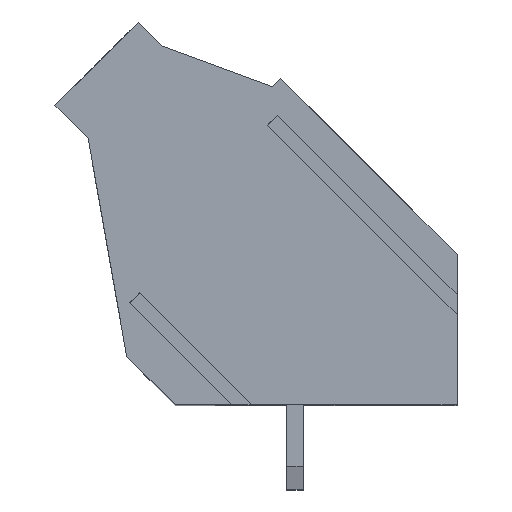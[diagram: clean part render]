
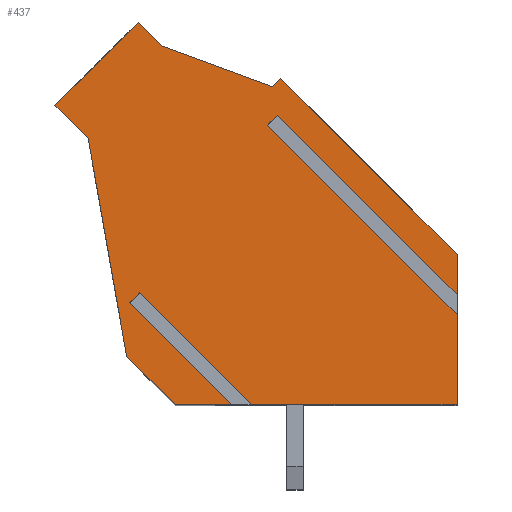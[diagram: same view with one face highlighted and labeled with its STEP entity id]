
A CAD part, top view. The second image highlights one B-rep face of the part: STEP entity #437.
In plain terms, the highlighted planar face has unit normal (0, 0, 1).
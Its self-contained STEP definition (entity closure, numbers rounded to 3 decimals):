
#437 = ADVANCED_FACE( '', ( #907 ), #908, .T. );
#907 = FACE_OUTER_BOUND( '', #1390, .T. );
#908 = PLANE( '', #1391 );
#1390 = EDGE_LOOP( '', ( #2634, #2635, #2636, #2637, #2638, #2639, #2640, #2641, #2642, #2643, #2644, #2645, #2646, #2647, #2648, #2649, #2650, #2651 ) );
#1391 = AXIS2_PLACEMENT_3D( '', #2652, #2653, #2654 );
#2634 = ORIENTED_EDGE( '', *, *, #2897, .F. );
#2635 = ORIENTED_EDGE( '', *, *, #3315, .T. );
#2636 = ORIENTED_EDGE( '', *, *, #3364, .T. );
#2637 = ORIENTED_EDGE( '', *, *, #3381, .T. );
#2638 = ORIENTED_EDGE( '', *, *, #2942, .T. );
#2639 = ORIENTED_EDGE( '', *, *, #2953, .T. );
#2640 = ORIENTED_EDGE( '', *, *, #2911, .T. );
#2641 = ORIENTED_EDGE( '', *, *, #3351, .T. );
#2642 = ORIENTED_EDGE( '', *, *, #3234, .T. );
#2643 = ORIENTED_EDGE( '', *, *, #2878, .T. );
#2644 = ORIENTED_EDGE( '', *, *, #3385, .T. );
#2645 = ORIENTED_EDGE( '', *, *, #2947, .T. );
#2646 = ORIENTED_EDGE( '', *, *, #3135, .F. );
#2647 = ORIENTED_EDGE( '', *, *, #3291, .F. );
#2648 = ORIENTED_EDGE( '', *, *, #3386, .T. );
#2649 = ORIENTED_EDGE( '', *, *, #3316, .T. );
#2650 = ORIENTED_EDGE( '', *, *, #3283, .T. );
#2651 = ORIENTED_EDGE( '', *, *, #3201, .F. );
#2652 = CARTESIAN_POINT( '', ( 352.952, 26.816, 6.083 ) );
#2653 = DIRECTION( '', ( 0., 0., 1. ) );
#2654 = DIRECTION( '', ( 1., 0., 0. ) );
#2878 = EDGE_CURVE( '', #3432, #3436, #3438, .T. );
#2897 = EDGE_CURVE( '', #3470, #3472, #3473, .T. );
#2911 = EDGE_CURVE( '', #3498, #3496, #3499, .T. );
#2942 = EDGE_CURVE( '', #3545, #3549, #3551, .T. );
#2947 = EDGE_CURVE( '', #3558, #3559, #3560, .T. );
#2953 = EDGE_CURVE( '', #3549, #3498, #3568, .T. );
#3135 = EDGE_CURVE( '', #3868, #3559, #3870, .T. );
#3201 = EDGE_CURVE( '', #3472, #3966, #3967, .T. );
#3234 = EDGE_CURVE( '', #4012, #3432, #4013, .T. );
#3283 = EDGE_CURVE( '', #4073, #3966, #4074, .T. );
#3291 = EDGE_CURVE( '', #4082, #3868, #4084, .T. );
#3315 = EDGE_CURVE( '', #3470, #4115, #4117, .T. );
#3316 = EDGE_CURVE( '', #4118, #4073, #4119, .T. );
#3351 = EDGE_CURVE( '', #3496, #4012, #4159, .T. );
#3364 = EDGE_CURVE( '', #4115, #4175, #4177, .T. );
#3381 = EDGE_CURVE( '', #4175, #3545, #4198, .T. );
#3385 = EDGE_CURVE( '', #3436, #3558, #4202, .T. );
#3386 = EDGE_CURVE( '', #4082, #4118, #4203, .T. );
#3432 = VERTEX_POINT( '', #4253 );
#3436 = VERTEX_POINT( '', #4259 );
#3438 = LINE( '', #4262, #4263 );
#3470 = VERTEX_POINT( '', #4308 );
#3472 = VERTEX_POINT( '', #4311 );
#3473 = LINE( '', #4312, #4313 );
#3496 = VERTEX_POINT( '', #4346 );
#3498 = VERTEX_POINT( '', #4349 );
#3499 = LINE( '', #4350, #4351 );
#3545 = VERTEX_POINT( '', #4415 );
#3549 = VERTEX_POINT( '', #4421 );
#3551 = LINE( '', #4424, #4425 );
#3558 = VERTEX_POINT( '', #4433 );
#3559 = VERTEX_POINT( '', #4434 );
#3560 = LINE( '', #4435, #4436 );
#3568 = LINE( '', #4448, #4449 );
#3868 = VERTEX_POINT( '', #4886 );
#3870 = LINE( '', #4889, #4890 );
#3966 = VERTEX_POINT( '', #5034 );
#3967 = LINE( '', #5035, #5036 );
#4012 = VERTEX_POINT( '', #5104 );
#4013 = LINE( '', #5105, #5106 );
#4073 = VERTEX_POINT( '', #5195 );
#4074 = LINE( '', #5196, #5197 );
#4082 = VERTEX_POINT( '', #5208 );
#4084 = LINE( '', #5211, #5212 );
#4115 = VERTEX_POINT( '', #5258 );
#4117 = LINE( '', #5261, #5262 );
#4118 = VERTEX_POINT( '', #5263 );
#4119 = LINE( '', #5264, #5265 );
#4159 = LINE( '', #5326, #5327 );
#4175 = VERTEX_POINT( '', #5349 );
#4177 = LINE( '', #5352, #5353 );
#4198 = LINE( '', #5383, #5384 );
#4202 = LINE( '', #5389, #5390 );
#4203 = LINE( '', #5391, #5392 );
#4253 = CARTESIAN_POINT( '', ( 428.808, 33.787, 6.083 ) );
#4259 = CARTESIAN_POINT( '', ( 430.884, 31.711, 6.083 ) );
#4262 = CARTESIAN_POINT( '', ( 430.884, 31.711, 6.083 ) );
#4263 = VECTOR( '', #5446, 1000. );
#4308 = CARTESIAN_POINT( '', ( 442.871, 36.412, 6.083 ) );
#4311 = CARTESIAN_POINT( '', ( 435.234, 44.048, 6.083 ) );
#4312 = CARTESIAN_POINT( '', ( 442.305, 36.977, 6.083 ) );
#4313 = VECTOR( '', #5461, 1000. );
#4346 = CARTESIAN_POINT( '', ( 425.759, 44.472, 6.083 ) );
#4349 = CARTESIAN_POINT( '', ( 429.295, 48.008, 6.083 ) );
#4350 = CARTESIAN_POINT( '', ( 425.759, 44.472, 6.083 ) );
#4351 = VECTOR( '', #5473, 1000. );
#4415 = CARTESIAN_POINT( '', ( 435.022, 45.25, 6.083 ) );
#4421 = CARTESIAN_POINT( '', ( 430.32, 46.983, 6.083 ) );
#4424 = CARTESIAN_POINT( '', ( 430.32, 46.983, 6.083 ) );
#4425 = VECTOR( '', #5504, 1000. );
#4433 = CARTESIAN_POINT( '', ( 433.288, 31.711, 6.083 ) );
#4434 = CARTESIAN_POINT( '', ( 428.941, 36.058, 6.083 ) );
#4435 = CARTESIAN_POINT( '', ( 435.164, 29.835, 6.083 ) );
#4436 = VECTOR( '', #5509, 1000. );
#4448 = CARTESIAN_POINT( '', ( 429.295, 48.008, 6.083 ) );
#4449 = VECTOR( '', #5514, 1000. );
#4886 = CARTESIAN_POINT( '', ( 429.365, 36.482, 6.083 ) );
#4889 = CARTESIAN_POINT( '', ( 428.941, 36.058, 6.083 ) );
#4890 = VECTOR( '', #5671, 1000. );
#5034 = CARTESIAN_POINT( '', ( 434.81, 43.624, 6.083 ) );
#5035 = CARTESIAN_POINT( '', ( 434.81, 43.624, 6.083 ) );
#5036 = VECTOR( '', #5723, 1000. );
#5104 = CARTESIAN_POINT( '', ( 427.173, 43.058, 6.083 ) );
#5105 = CARTESIAN_POINT( '', ( 428.808, 33.787, 6.083 ) );
#5106 = VECTOR( '', #5747, 1000. );
#5195 = CARTESIAN_POINT( '', ( 442.871, 35.563, 6.083 ) );
#5196 = CARTESIAN_POINT( '', ( 441.881, 36.553, 6.083 ) );
#5197 = VECTOR( '', #5789, 1000. );
#5208 = CARTESIAN_POINT( '', ( 434.137, 31.711, 6.083 ) );
#5211 = CARTESIAN_POINT( '', ( 435.588, 30.26, 6.083 ) );
#5212 = VECTOR( '', #5794, 1000. );
#5258 = CARTESIAN_POINT( '', ( 442.871, 38.109, 6.083 ) );
#5261 = CARTESIAN_POINT( '', ( 442.871, 38.109, 6.083 ) );
#5262 = VECTOR( '', #5811, 1000. );
#5263 = CARTESIAN_POINT( '', ( 442.871, 31.711, 6.083 ) );
#5264 = CARTESIAN_POINT( '', ( 442.871, 38.109, 6.083 ) );
#5265 = VECTOR( '', #5812, 1000. );
#5326 = CARTESIAN_POINT( '', ( 427.173, 43.058, 6.083 ) );
#5327 = VECTOR( '', #5834, 1000. );
#5349 = CARTESIAN_POINT( '', ( 435.376, 45.604, 6.083 ) );
#5352 = CARTESIAN_POINT( '', ( 435.376, 45.604, 6.083 ) );
#5353 = VECTOR( '', #5842, 1000. );
#5383 = CARTESIAN_POINT( '', ( 435.022, 45.25, 6.083 ) );
#5384 = VECTOR( '', #5852, 1000. );
#5389 = CARTESIAN_POINT( '', ( 442.871, 31.711, 6.083 ) );
#5390 = VECTOR( '', #5854, 1000. );
#5391 = CARTESIAN_POINT( '', ( 442.871, 31.711, 6.083 ) );
#5392 = VECTOR( '', #5855, 1000. );
#5446 = DIRECTION( '', ( 0.707, -0.707, 0. ) );
#5461 = DIRECTION( '', ( -0.707, 0.707, 0. ) );
#5473 = DIRECTION( '', ( -0.707, -0.707, 0. ) );
#5504 = DIRECTION( '', ( -0.938, 0.346, 0. ) );
#5509 = DIRECTION( '', ( -0.707, 0.707, 0. ) );
#5514 = DIRECTION( '', ( -0.707, 0.707, 0. ) );
#5671 = DIRECTION( '', ( -0.707, -0.707, 0. ) );
#5723 = DIRECTION( '', ( -0.707, -0.707, 0. ) );
#5747 = DIRECTION( '', ( 0.174, -0.985, 0. ) );
#5789 = DIRECTION( '', ( -0.707, 0.707, 0. ) );
#5794 = DIRECTION( '', ( -0.707, 0.707, 0. ) );
#5811 = DIRECTION( '', ( 0., 1., 0. ) );
#5812 = DIRECTION( '', ( 0., 1., 0. ) );
#5834 = DIRECTION( '', ( 0.707, -0.707, 0. ) );
#5842 = DIRECTION( '', ( -0.707, 0.707, 0. ) );
#5852 = DIRECTION( '', ( -0.707, -0.707, 0. ) );
#5854 = DIRECTION( '', ( 1., 0., 0. ) );
#5855 = DIRECTION( '', ( 1., 0., 0. ) );
